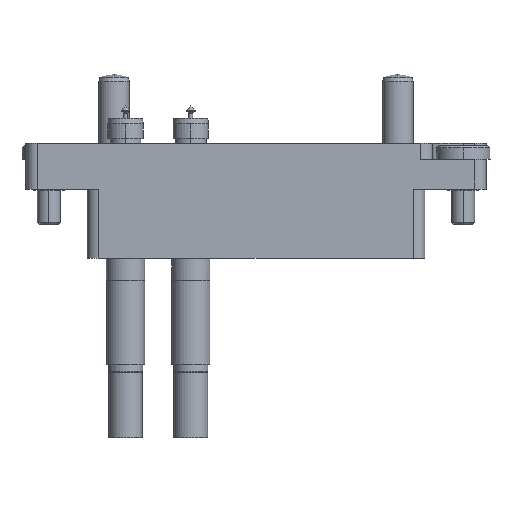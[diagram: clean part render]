
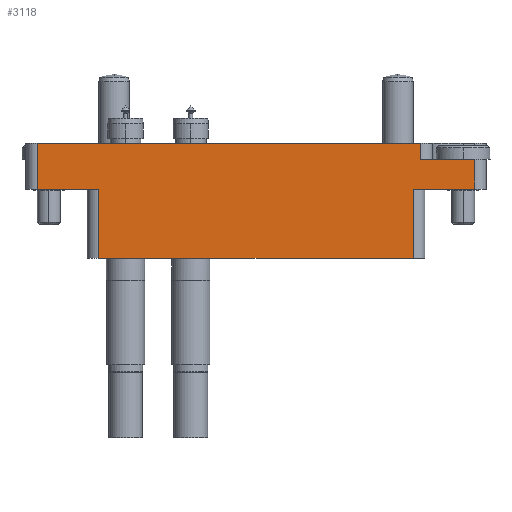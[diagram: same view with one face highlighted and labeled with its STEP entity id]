
A CAD part, left-side view. The second image highlights one B-rep face of the part: STEP entity #3118.
In plain terms, the highlighted face is planar.
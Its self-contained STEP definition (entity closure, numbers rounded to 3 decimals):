
#263 = VERTEX_POINT ( 'NONE', #11845 ) ;
#400 = DIRECTION ( 'NONE',  ( -1., 0., 0. ) ) ;
#1543 = ORIENTED_EDGE ( 'NONE', *, *, #5424, .F. ) ;
#1551 = EDGE_LOOP ( 'NONE', ( #18403, #10885, #9437, #12493, #1543, #21092, #15900, #14255, #8362, #17511 ) ) ;
#1957 = EDGE_CURVE ( 'NONE', #12665, #17502, #9123, .T. ) ;
#2660 = CARTESIAN_POINT ( 'NONE',  ( 28.5, 3.9, 14.35 ) ) ;
#2691 = CARTESIAN_POINT ( 'NONE',  ( -20.5, 0., 14.35 ) ) ;
#3118 = ADVANCED_FACE ( 'NONE', ( #15079 ), #6178, .F. ) ;
#3148 = CARTESIAN_POINT ( 'NONE',  ( 30., 0., 14.35 ) ) ;
#3387 = DIRECTION ( 'NONE',  ( 1., 0., 0. ) ) ;
#3579 = VECTOR ( 'NONE', #6523, 1000. ) ;
#4134 = DIRECTION ( 'NONE',  ( 0., 1., 0. ) ) ;
#4238 = VERTEX_POINT ( 'NONE', #13939 ) ;
#4804 = CARTESIAN_POINT ( 'NONE',  ( -30., 6., 14.35 ) ) ;
#5037 = CARTESIAN_POINT ( 'NONE',  ( 20.5, 0., 14.35 ) ) ;
#5245 = EDGE_CURVE ( 'NONE', #6508, #4238, #19190, .T. ) ;
#5370 = CARTESIAN_POINT ( 'NONE',  ( -20.5, 0., 14.35 ) ) ;
#5424 = EDGE_CURVE ( 'NONE', #263, #20861, #12278, .T. ) ;
#6001 = LINE ( 'NONE', #9293, #19849 ) ;
#6178 = PLANE ( 'NONE',  #12635 ) ;
#6325 = VECTOR ( 'NONE', #9105, 1000. ) ;
#6368 = VERTEX_POINT ( 'NONE', #19103 ) ;
#6508 = VERTEX_POINT ( 'NONE', #5370 ) ;
#6523 = DIRECTION ( 'NONE',  ( 0., -1., 0. ) ) ;
#6872 = LINE ( 'NONE', #10626, #13865 ) ;
#7015 = EDGE_CURVE ( 'NONE', #14233, #4238, #15611, .T. ) ;
#7110 = VERTEX_POINT ( 'NONE', #15839 ) ;
#7496 = DIRECTION ( 'NONE',  ( 0., 0., -1. ) ) ;
#7927 = EDGE_CURVE ( 'NONE', #263, #9843, #6872, .T. ) ;
#8362 = ORIENTED_EDGE ( 'NONE', *, *, #5245, .F. ) ;
#8882 = LINE ( 'NONE', #16031, #6325 ) ;
#9105 = DIRECTION ( 'NONE',  ( -1., 0., 0. ) ) ;
#9123 = LINE ( 'NONE', #5037, #18192 ) ;
#9293 = CARTESIAN_POINT ( 'NONE',  ( 28.5, 3.9, 14.35 ) ) ;
#9437 = ORIENTED_EDGE ( 'NONE', *, *, #15042, .F. ) ;
#9711 = CARTESIAN_POINT ( 'NONE',  ( -30., 0., 14.35 ) ) ;
#9843 = VERTEX_POINT ( 'NONE', #18434 ) ;
#10112 = DIRECTION ( 'NONE',  ( 0., -1., 0. ) ) ;
#10285 = DIRECTION ( 'NONE',  ( -1., 0., 0. ) ) ;
#10355 = EDGE_CURVE ( 'NONE', #14233, #9843, #11479, .T. ) ;
#10626 = CARTESIAN_POINT ( 'NONE',  ( 21.5, 0., 14.35 ) ) ;
#10885 = ORIENTED_EDGE ( 'NONE', *, *, #1957, .T. ) ;
#11074 = VECTOR ( 'NONE', #12909, 1000. ) ;
#11479 = LINE ( 'NONE', #4804, #16580 ) ;
#11845 = CARTESIAN_POINT ( 'NONE',  ( 21.5, 3.9, 14.35 ) ) ;
#11896 = VECTOR ( 'NONE', #10285, 1000. ) ;
#12278 = LINE ( 'NONE', #19423, #17522 ) ;
#12493 = ORIENTED_EDGE ( 'NONE', *, *, #15931, .T. ) ;
#12635 = AXIS2_PLACEMENT_3D ( 'NONE', #9711, #7496, #400 ) ;
#12665 = VERTEX_POINT ( 'NONE', #17307 ) ;
#12909 = DIRECTION ( 'NONE',  ( -1., 0., 0. ) ) ;
#13599 = CARTESIAN_POINT ( 'NONE',  ( -28.5, 6., 14.35 ) ) ;
#13865 = VECTOR ( 'NONE', #14017, 1000. ) ;
#13939 = CARTESIAN_POINT ( 'NONE',  ( -28.5, 0., 14.35 ) ) ;
#14017 = DIRECTION ( 'NONE',  ( 0., 1., 0. ) ) ;
#14233 = VERTEX_POINT ( 'NONE', #13599 ) ;
#14255 = ORIENTED_EDGE ( 'NONE', *, *, #7015, .T. ) ;
#15042 = EDGE_CURVE ( 'NONE', #7110, #17502, #8882, .T. ) ;
#15079 = FACE_OUTER_BOUND ( 'NONE', #1551, .T. ) ;
#15434 = LINE ( 'NONE', #2691, #3579 ) ;
#15611 = LINE ( 'NONE', #19016, #17203 ) ;
#15839 = CARTESIAN_POINT ( 'NONE',  ( 28.5, 0., 14.35 ) ) ;
#15900 = ORIENTED_EDGE ( 'NONE', *, *, #10355, .F. ) ;
#15931 = EDGE_CURVE ( 'NONE', #7110, #20861, #6001, .T. ) ;
#16031 = CARTESIAN_POINT ( 'NONE',  ( 30., 0., 14.35 ) ) ;
#16542 = CARTESIAN_POINT ( 'NONE',  ( -22., -9., 14.35 ) ) ;
#16580 = VECTOR ( 'NONE', #18981, 1000. ) ;
#17203 = VECTOR ( 'NONE', #10112, 1000. ) ;
#17307 = CARTESIAN_POINT ( 'NONE',  ( 20.5, -9., 14.35 ) ) ;
#17502 = VERTEX_POINT ( 'NONE', #19993 ) ;
#17511 = ORIENTED_EDGE ( 'NONE', *, *, #19650, .T. ) ;
#17522 = VECTOR ( 'NONE', #3387, 1000. ) ;
#18192 = VECTOR ( 'NONE', #19337, 1000. ) ;
#18403 = ORIENTED_EDGE ( 'NONE', *, *, #19003, .F. ) ;
#18434 = CARTESIAN_POINT ( 'NONE',  ( 21.5, 6., 14.35 ) ) ;
#18981 = DIRECTION ( 'NONE',  ( 1., 0., 0. ) ) ;
#19003 = EDGE_CURVE ( 'NONE', #12665, #6368, #22061, .T. ) ;
#19016 = CARTESIAN_POINT ( 'NONE',  ( -28.5, 0., 14.35 ) ) ;
#19103 = CARTESIAN_POINT ( 'NONE',  ( -20.5, -9., 14.35 ) ) ;
#19190 = LINE ( 'NONE', #3148, #11896 ) ;
#19337 = DIRECTION ( 'NONE',  ( 0., 1., 0. ) ) ;
#19423 = CARTESIAN_POINT ( 'NONE',  ( 30., 3.9, 14.35 ) ) ;
#19650 = EDGE_CURVE ( 'NONE', #6508, #6368, #15434, .T. ) ;
#19849 = VECTOR ( 'NONE', #4134, 1000. ) ;
#19993 = CARTESIAN_POINT ( 'NONE',  ( 20.5, 0., 14.35 ) ) ;
#20861 = VERTEX_POINT ( 'NONE', #2660 ) ;
#21092 = ORIENTED_EDGE ( 'NONE', *, *, #7927, .T. ) ;
#22061 = LINE ( 'NONE', #16542, #11074 ) ;
